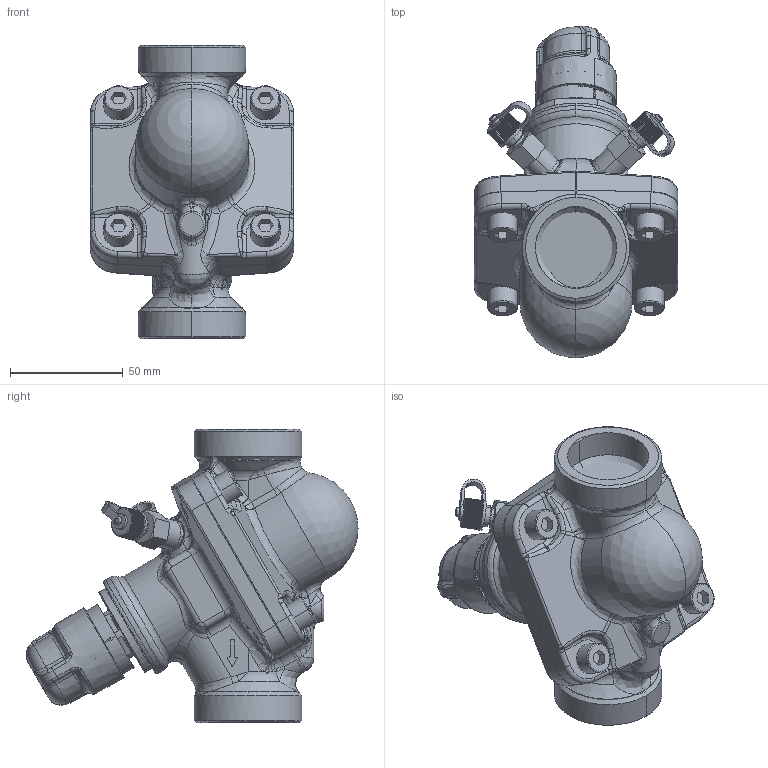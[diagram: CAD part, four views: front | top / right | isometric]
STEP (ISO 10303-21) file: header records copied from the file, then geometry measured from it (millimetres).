
FILE_DESCRIPTION((''),'2;1');
FILE_NAME('003Z1215_ASM','2015-05-08T',('u317927'),('Danfoss'),'PRO/ENGINEER BY PARAMETRIC TECHNOLOGY CORPORATION, 2014000','PRO/ENGINEER BY PARAMETRIC TECHNOLOGY CORPORATION, 2014000','');
FILE_SCHEMA(('CONFIG_CONTROL_DESIGN'));
Length unit declared in the file: millimetre
Products named in the file (20): 8906615_AF0; 8906435_ASM; 8906295_AF0_ASM; 51340070; 8906670; D3-STIFT-32_ASM; 8906228; 8906150_ASM; 8901337; 08-TWPLUGH; 08-TWLOCK; 08-TWGASKET; 8901338; 08-TWINLOK_HIGH_ASM; 8901339; 08-TWINLOK_LOW_ASM; 8906540; 8906550; 8906500_ASM; 003Z1215_ASM
Assembly tree (26 placements, depth 3):
  003Z1215_ASM
    8906615_AF0
    8906435_ASM
    8906295_AF0_ASM
    51340070  x4
    8906670
    8906150_ASM
      D3-STIFT-32_ASM
      8906228
    08-TWINLOK_HIGH_ASM
      8901337
      08-TWPLUGH
      08-TWLOCK
      08-TWGASKET
      8901338
    08-TWINLOK_LOW_ASM
      8901337
      08-TWPLUGH
      08-TWLOCK
      08-TWGASKET
      8901339
    8906500_ASM
      8906540
      8906550
Bounding box: 90 x 147.07 x 130 mm (x, y, z)
Volume: 258992 mm3; surface area: 131533.8 mm2
Topology: 21 solids, 41 shells, 2901 faces, 7646 edges, 4868 vertices
Faces by surface type: plane 1239, cylinder 716, bspline 404, cone 260, torus 136, extrusion 118, sphere 28
Entity records: 117696 total; most frequent: CARTESIAN_POINT 52843, ORIENTED_EDGE 14656, DIRECTION 11773, EDGE_CURVE 7358, VERTEX_POINT 4696, AXIS2_PLACEMENT_3D 4303, VECTOR 3167, LINE 3049
